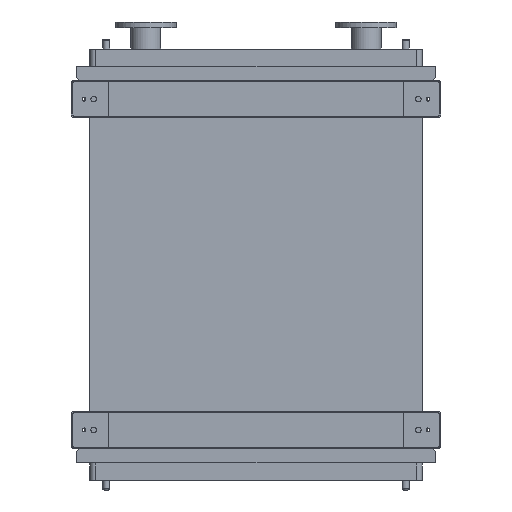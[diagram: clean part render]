
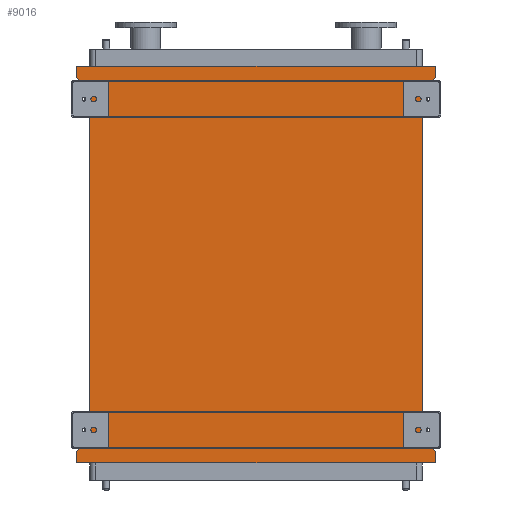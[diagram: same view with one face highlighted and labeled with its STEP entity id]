
A CAD part, front view. The second image highlights one B-rep face of the part: STEP entity #9016.
In plain terms, the highlighted planar face has unit normal (0, -1, 0).
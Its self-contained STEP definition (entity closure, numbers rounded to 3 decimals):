
#90 = EDGE_CURVE ( 'NONE', #9238, #4326, #16625, .T. ) ;
#472 = VECTOR ( 'NONE', #18666, 1000. ) ;
#475 = CARTESIAN_POINT ( 'NONE',  ( -651., 0., 53. ) ) ;
#542 = LINE ( 'NONE', #21541, #9927 ) ;
#543 = VERTEX_POINT ( 'NONE', #13541 ) ;
#546 = EDGE_CURVE ( 'NONE', #9254, #4326, #22159, .T. ) ;
#554 = VERTEX_POINT ( 'NONE', #5919 ) ;
#654 = EDGE_CURVE ( 'NONE', #12575, #9254, #17468, .T. ) ;
#690 = EDGE_CURVE ( 'NONE', #9601, #543, #6311, .T. ) ;
#772 = LINE ( 'NONE', #10161, #14650 ) ;
#822 = EDGE_CURVE ( 'NONE', #6160, #9601, #772, .T. ) ;
#1010 = EDGE_CURVE ( 'NONE', #554, #5616, #18323, .T. ) ;
#1068 = VECTOR ( 'NONE', #1290, 1000. ) ;
#1108 = VERTEX_POINT ( 'NONE', #18282 ) ;
#1145 = EDGE_CURVE ( 'NONE', #6413, #554, #7748, .T. ) ;
#1283 = EDGE_CURVE ( 'NONE', #17988, #6413, #10490, .T. ) ;
#1290 = DIRECTION ( 'NONE',  ( 0., 0., 1. ) ) ;
#1317 = EDGE_CURVE ( 'NONE', #1108, #17988, #14902, .T. ) ;
#1423 = EDGE_CURVE ( 'NONE', #9238, #1108, #4828, .T. ) ;
#1729 = CARTESIAN_POINT ( 'NONE',  ( 651., 0., -1345. ) ) ;
#1833 = EDGE_LOOP ( 'NONE', ( #2931, #15832, #13414, #17982, #2882, #15995, #18349, #23515, #5736, #15770, #1921, #18637 ) ) ;
#1845 = PLANE ( 'NONE',  #18866 ) ;
#1877 = CARTESIAN_POINT ( 'NONE',  ( 605., 0., -1250. ) ) ;
#1900 = VECTOR ( 'NONE', #17336, 1000. ) ;
#1921 = ORIENTED_EDGE ( 'NONE', *, *, #1317, .F. ) ;
#2882 = ORIENTED_EDGE ( 'NONE', *, *, #690, .F. ) ;
#2931 = ORIENTED_EDGE ( 'NONE', *, *, #90, .T. ) ;
#3041 = CARTESIAN_POINT ( 'NONE',  ( 605., 0., -1250. ) ) ;
#3706 = DIRECTION ( 'NONE',  ( 0., 0., -1. ) ) ;
#3710 = CARTESIAN_POINT ( 'NONE',  ( -605., 0., -1250. ) ) ;
#3931 = VECTOR ( 'NONE', #21643, 1000. ) ;
#4021 = DIRECTION ( 'NONE',  ( -0.655, 0., -0.755 ) ) ;
#4326 = VERTEX_POINT ( 'NONE', #7265 ) ;
#4825 = CARTESIAN_POINT ( 'NONE',  ( 651., 0., 95. ) ) ;
#4828 = LINE ( 'NONE', #1877, #14359 ) ;
#5616 = VERTEX_POINT ( 'NONE', #3710 ) ;
#5736 = ORIENTED_EDGE ( 'NONE', *, *, #1145, .F. ) ;
#5919 = CARTESIAN_POINT ( 'NONE',  ( -651., 0., -1303. ) ) ;
#6160 = VERTEX_POINT ( 'NONE', #13236 ) ;
#6311 = LINE ( 'NONE', #475, #20537 ) ;
#6345 = CARTESIAN_POINT ( 'NONE',  ( -651., 0., 95. ) ) ;
#6406 = DIRECTION ( 'NONE',  ( -0.655, 0., 0.755 ) ) ;
#6413 = VERTEX_POINT ( 'NONE', #21279 ) ;
#7029 = CARTESIAN_POINT ( 'NONE',  ( 651., 0., -1345. ) ) ;
#7198 = DIRECTION ( 'NONE',  ( 0., 0., 1. ) ) ;
#7265 = CARTESIAN_POINT ( 'NONE',  ( 605., 0., 0. ) ) ;
#7748 = LINE ( 'NONE', #12980, #21344 ) ;
#8035 = DIRECTION ( 'NONE',  ( 0., 0., 1. ) ) ;
#8216 = DIRECTION ( 'NONE',  ( 1., 0., 0. ) ) ;
#8494 = FACE_OUTER_BOUND ( 'NONE', #1833, .T. ) ;
#8552 = CARTESIAN_POINT ( 'NONE',  ( 651., 0., 53. ) ) ;
#9016 = ADVANCED_FACE ( 'NONE', ( #8494 ), #1845, .T. ) ;
#9238 = VERTEX_POINT ( 'NONE', #10445 ) ;
#9254 = VERTEX_POINT ( 'NONE', #8552 ) ;
#9601 = VERTEX_POINT ( 'NONE', #16516 ) ;
#9857 = VECTOR ( 'NONE', #15074, 1000. ) ;
#9927 = VECTOR ( 'NONE', #16245, 1000. ) ;
#9957 = EDGE_CURVE ( 'NONE', #5616, #6160, #542, .T. ) ;
#10161 = CARTESIAN_POINT ( 'NONE',  ( -605., 0., 0. ) ) ;
#10445 = CARTESIAN_POINT ( 'NONE',  ( 605., 0., -1250. ) ) ;
#10490 = LINE ( 'NONE', #1729, #472 ) ;
#11441 = DIRECTION ( 'NONE',  ( 0.655, 0., -0.755 ) ) ;
#11813 = CARTESIAN_POINT ( 'NONE',  ( 651., 0., 95. ) ) ;
#12575 = VERTEX_POINT ( 'NONE', #4825 ) ;
#12672 = VECTOR ( 'NONE', #4021, 1000. ) ;
#12980 = CARTESIAN_POINT ( 'NONE',  ( -651., 0., -1345. ) ) ;
#13236 = CARTESIAN_POINT ( 'NONE',  ( -605., 0., 0. ) ) ;
#13414 = ORIENTED_EDGE ( 'NONE', *, *, #654, .F. ) ;
#13541 = CARTESIAN_POINT ( 'NONE',  ( -651., 0., 95. ) ) ;
#14006 = LINE ( 'NONE', #6345, #18244 ) ;
#14359 = VECTOR ( 'NONE', #11441, 1000. ) ;
#14650 = VECTOR ( 'NONE', #6406, 1000. ) ;
#14902 = LINE ( 'NONE', #22173, #9857 ) ;
#15049 = DIRECTION ( 'NONE',  ( 0., -1., 0. ) ) ;
#15074 = DIRECTION ( 'NONE',  ( 0., 0., -1. ) ) ;
#15770 = ORIENTED_EDGE ( 'NONE', *, *, #1283, .F. ) ;
#15832 = ORIENTED_EDGE ( 'NONE', *, *, #546, .F. ) ;
#15995 = ORIENTED_EDGE ( 'NONE', *, *, #822, .F. ) ;
#16245 = DIRECTION ( 'NONE',  ( 0., 0., 1. ) ) ;
#16516 = CARTESIAN_POINT ( 'NONE',  ( -651., 0., 53. ) ) ;
#16625 = LINE ( 'NONE', #3041, #1068 ) ;
#16810 = CARTESIAN_POINT ( 'NONE',  ( -605., 0., -1250. ) ) ;
#17336 = DIRECTION ( 'NONE',  ( 0., 0., -1. ) ) ;
#17468 = LINE ( 'NONE', #11813, #1900 ) ;
#17953 = CARTESIAN_POINT ( 'NONE',  ( -651., 0., -1303. ) ) ;
#17982 = ORIENTED_EDGE ( 'NONE', *, *, #18849, .F. ) ;
#17988 = VERTEX_POINT ( 'NONE', #7029 ) ;
#18244 = VECTOR ( 'NONE', #8216, 1000. ) ;
#18282 = CARTESIAN_POINT ( 'NONE',  ( 651., 0., -1303. ) ) ;
#18323 = LINE ( 'NONE', #17953, #3931 ) ;
#18349 = ORIENTED_EDGE ( 'NONE', *, *, #9957, .F. ) ;
#18637 = ORIENTED_EDGE ( 'NONE', *, *, #1423, .F. ) ;
#18666 = DIRECTION ( 'NONE',  ( -1., 0., 0. ) ) ;
#18849 = EDGE_CURVE ( 'NONE', #543, #12575, #14006, .T. ) ;
#18866 = AXIS2_PLACEMENT_3D ( 'NONE', #16810, #15049, #3706 ) ;
#20537 = VECTOR ( 'NONE', #8035, 1000. ) ;
#21279 = CARTESIAN_POINT ( 'NONE',  ( -651., 0., -1345. ) ) ;
#21344 = VECTOR ( 'NONE', #7198, 1000. ) ;
#21541 = CARTESIAN_POINT ( 'NONE',  ( -605., 0., -1250. ) ) ;
#21643 = DIRECTION ( 'NONE',  ( 0.655, 0., 0.755 ) ) ;
#22159 = LINE ( 'NONE', #22351, #12672 ) ;
#22173 = CARTESIAN_POINT ( 'NONE',  ( 651., 0., -1303. ) ) ;
#22351 = CARTESIAN_POINT ( 'NONE',  ( 651., 0., 53. ) ) ;
#23515 = ORIENTED_EDGE ( 'NONE', *, *, #1010, .F. ) ;
